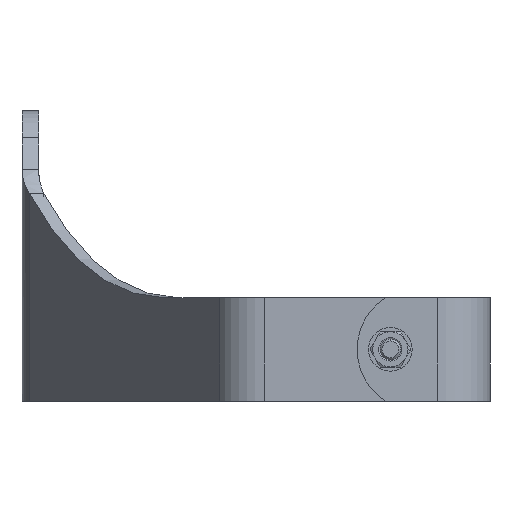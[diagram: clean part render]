
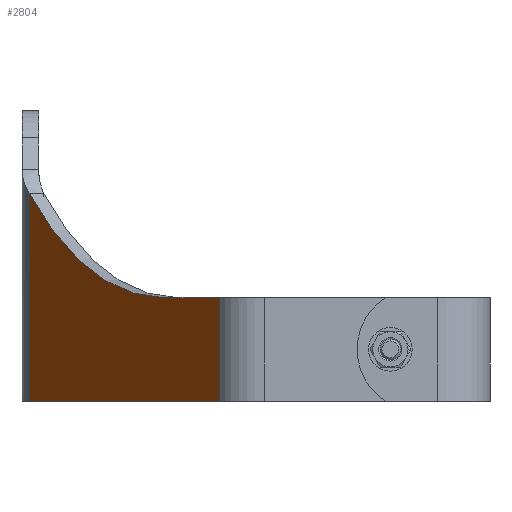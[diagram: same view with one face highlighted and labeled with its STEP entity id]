
A CAD part, left-side view. The second image highlights one B-rep face of the part: STEP entity #2804.
In plain terms, the highlighted planar face has unit normal (-0.515, 0.857, 0).
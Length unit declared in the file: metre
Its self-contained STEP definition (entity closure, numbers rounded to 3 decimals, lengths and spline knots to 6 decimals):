
#239 = DIRECTION ( 'NONE',  ( -0.515, 0.857, 0. ) ) ;
#284 = CARTESIAN_POINT ( 'NONE',  ( -0.430956, -0.212547, -0.02 ) ) ;
#341 = CARTESIAN_POINT ( 'NONE',  ( -0.08328, -0.003642, 0.07 ) ) ;
#500 = EDGE_CURVE ( 'NONE', #4907, #1064, #2049, .T. ) ;
#885 = FACE_OUTER_BOUND ( 'NONE', #4405, .T. ) ;
#999 = EDGE_CURVE ( 'NONE', #3673, #4907, #1692, .T. ) ;
#1064 = VERTEX_POINT ( 'NONE', #5288 ) ;
#1358 = AXIS2_PLACEMENT_3D ( 'NONE', #2523, #239, #4299 ) ;
#1432 = VECTOR ( 'NONE', #5160, 1. ) ;
#1514 = CARTESIAN_POINT ( 'NONE',  ( -0.235679, -0.095213, -0.02 ) ) ;
#1583 = ORIENTED_EDGE ( 'NONE', *, *, #1691, .T. ) ;
#1691 = EDGE_CURVE ( 'NONE', #3712, #1064, #5223, .T. ) ;
#1692 = LINE ( 'NONE', #284, #2687 ) ;
#2049 = LINE ( 'NONE', #3275, #5015 ) ;
#2143 = DIRECTION ( 'NONE',  ( 0., 0., -1. ) ) ;
#2505 = CARTESIAN_POINT ( 'NONE',  ( -0.08328, -0.003642, 0.030037 ) ) ;
#2523 = CARTESIAN_POINT ( 'NONE',  ( -0.19003, -0.067784, 0.16 ) ) ;
#2536 = DIRECTION ( 'NONE',  ( 0.515, -0.857, 0. ) ) ;
#2687 = VECTOR ( 'NONE', #5630, 1. ) ;
#2804 = ADVANCED_FACE ( 'NONE', ( #885 ), #3445, .F. ) ;
#2939 = ORIENTED_EDGE ( 'NONE', *, *, #4484, .F. ) ;
#3049 = CARTESIAN_POINT ( 'NONE',  ( -0.08328, -0.003642, -0.07 ) ) ;
#3193 = ORIENTED_EDGE ( 'NONE', *, *, #4632, .T. ) ;
#3275 = CARTESIAN_POINT ( 'NONE',  ( -0.235679, -0.095213, 0.07 ) ) ;
#3304 = DIRECTION ( 'NONE',  ( 0., 0., -1. ) ) ;
#3370 = CARTESIAN_POINT ( 'NONE',  ( -0.08328, -0.003642, -0.07 ) ) ;
#3445 = PLANE ( 'NONE',  #4035 ) ;
#3637 = VERTEX_POINT ( 'NONE', #2505 ) ;
#3673 = VERTEX_POINT ( 'NONE', #5587 ) ;
#3712 = VERTEX_POINT ( 'NONE', #3049 ) ;
#4035 = AXIS2_PLACEMENT_3D ( 'NONE', #341, #2536, #5234 ) ;
#4299 = DIRECTION ( 'NONE',  ( 0.857, 0.515, 0. ) ) ;
#4405 = EDGE_LOOP ( 'NONE', ( #2939, #3193, #1583, #4578, #4821 ) ) ;
#4430 = CIRCLE ( 'NONE', #1358, 0.18 ) ;
#4484 = EDGE_CURVE ( 'NONE', #3637, #3673, #4430, .T. ) ;
#4578 = ORIENTED_EDGE ( 'NONE', *, *, #500, .F. ) ;
#4632 = EDGE_CURVE ( 'NONE', #3637, #3712, #4769, .T. ) ;
#4769 = LINE ( 'NONE', #4830, #4812 ) ;
#4812 = VECTOR ( 'NONE', #2143, 1. ) ;
#4821 = ORIENTED_EDGE ( 'NONE', *, *, #999, .F. ) ;
#4830 = CARTESIAN_POINT ( 'NONE',  ( -0.08328, -0.003642, 0.07 ) ) ;
#4907 = VERTEX_POINT ( 'NONE', #1514 ) ;
#5015 = VECTOR ( 'NONE', #3304, 1. ) ;
#5160 = DIRECTION ( 'NONE',  ( -0.857, -0.515, 0. ) ) ;
#5223 = LINE ( 'NONE', #3370, #1432 ) ;
#5234 = DIRECTION ( 'NONE',  ( 0.857, 0.515, 0. ) ) ;
#5288 = CARTESIAN_POINT ( 'NONE',  ( -0.235679, -0.095213, -0.07 ) ) ;
#5587 = CARTESIAN_POINT ( 'NONE',  ( -0.19003, -0.067784, -0.02 ) ) ;
#5630 = DIRECTION ( 'NONE',  ( -0.857, -0.515, 0. ) ) ;
